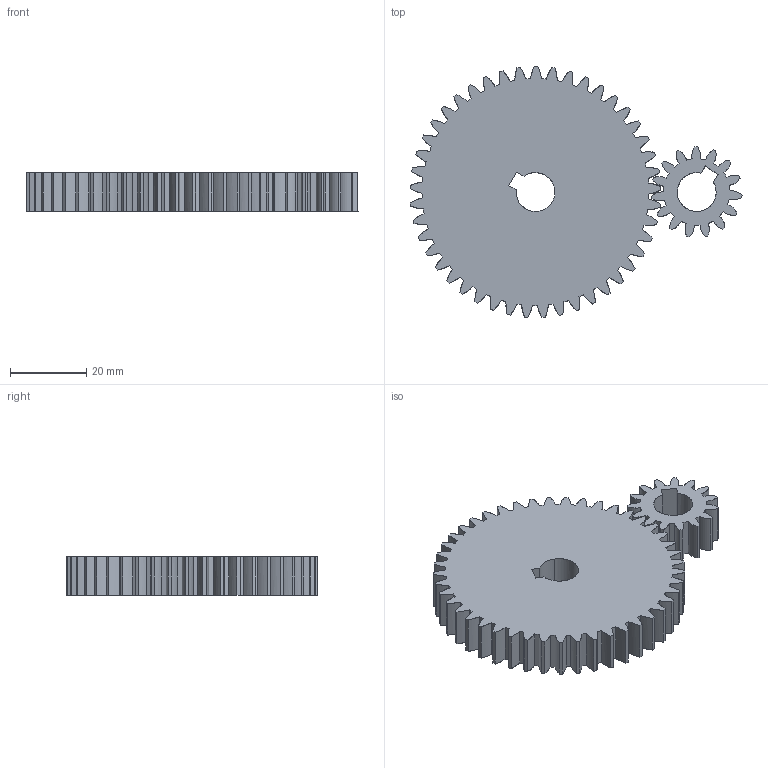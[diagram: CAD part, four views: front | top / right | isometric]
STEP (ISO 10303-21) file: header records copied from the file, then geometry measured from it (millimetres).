
FILE_DESCRIPTION(('FreeCAD Model'),'2;1');
FILE_NAME('Open CASCADE Shape Model','2025-05-03T07:06:11',('FreeCAD'),( 'FreeCAD'),'Open CASCADE STEP processor 7.6','FreeCAD','Unknown');
FILE_SCHEMA(('AUTOMOTIVE_DESIGN { 1 0 10303 214 1 1 1 1 }'));
Length unit declared in the file: millimetre
Products named in the file (1): Open CASCADE STEP translator 7.6 1
Bounding box: 86.92 x 65.68 x 10.17 mm (x, y, z)
Surface area: 12560.6 mm2 (no closed solid volume)
Topology: 0 solids, 264 shells, 264 faces, 2030 edges, 2030 vertices
Faces by surface type: bspline 264
Entity records: 17864 total; most frequent: CARTESIAN_POINT 9157, ORIENTED_EDGE 2030, EDGE_CURVE 2030, VERTEX_POINT 2030, B_SPLINE_CURVE_WITH_KNOTS 1264, FACE_BOUND 268, EDGE_LOOP 268, SHELL_BASED_SURFACE_MODEL 264
